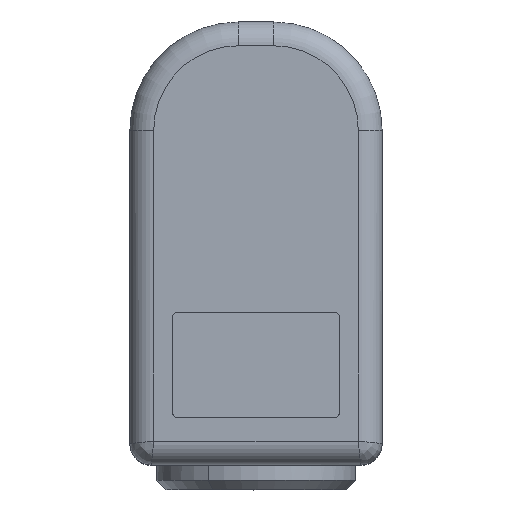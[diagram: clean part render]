
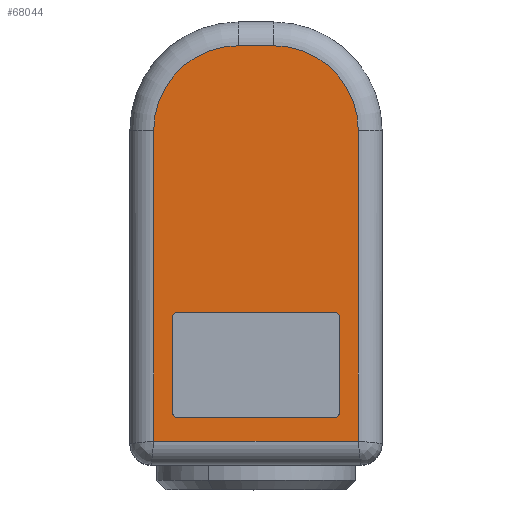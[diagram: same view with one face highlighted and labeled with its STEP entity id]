
A CAD part, top view. The second image highlights one B-rep face of the part: STEP entity #68044.
In plain terms, the highlighted planar face has unit normal (0, 0, 1).
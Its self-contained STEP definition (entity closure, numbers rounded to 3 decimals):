
#67545=CARTESIAN_POINT('Line Origine',(-21.45,12.5,91.4)) ;
#67549=CARTESIAN_POINT('Vertex',(-21.45,-28.95,91.4)) ;
#67551=CARTESIAN_POINT('Vertex',(-21.45,36.2,91.4)) ;
#67726=CARTESIAN_POINT('Vertex',(21.45,-28.95,91.4)) ;
#67729=CARTESIAN_POINT('Line Origine',(0.,-28.95,91.4)) ;
#67885=CARTESIAN_POINT('Vertex',(21.45,36.2,91.4)) ;
#67888=CARTESIAN_POINT('Line Origine',(21.45,12.5,91.4)) ;
#67909=CARTESIAN_POINT('Vertex',(3.7,53.95,91.4)) ;
#67912=CARTESIAN_POINT('Axis2P3D Location',(3.7,36.2,91.4)) ;
#67933=CARTESIAN_POINT('Vertex',(-3.7,53.95,91.4)) ;
#67936=CARTESIAN_POINT('Line Origine',(0.,53.95,91.4)) ;
#67953=CARTESIAN_POINT('Axis2P3D Location',(-3.7,36.2,91.4)) ;
#67965=CARTESIAN_POINT('Axis2P3D Location',(0.,0.,91.4)) ;
#67978=CARTESIAN_POINT('Line Origine',(0.,-1.95,91.4)) ;
#67982=CARTESIAN_POINT('Vertex',(16.5,-1.95,91.4)) ;
#67984=CARTESIAN_POINT('Vertex',(-16.5,-1.95,91.4)) ;
#67987=CARTESIAN_POINT('Axis2P3D Location',(16.5,-2.95,91.4)) ;
#67991=CARTESIAN_POINT('Vertex',(17.5,-2.95,91.4)) ;
#67994=CARTESIAN_POINT('Line Origine',(17.5,-12.95,91.4)) ;
#67998=CARTESIAN_POINT('Vertex',(17.5,-22.95,91.4)) ;
#68001=CARTESIAN_POINT('Axis2P3D Location',(16.5,-22.95,91.4)) ;
#68005=CARTESIAN_POINT('Vertex',(16.5,-23.95,91.4)) ;
#68008=CARTESIAN_POINT('Line Origine',(0.,-23.95,91.4)) ;
#68012=CARTESIAN_POINT('Vertex',(-16.5,-23.95,91.4)) ;
#68015=CARTESIAN_POINT('Axis2P3D Location',(-16.5,-22.95,91.4)) ;
#68019=CARTESIAN_POINT('Vertex',(-17.5,-22.95,91.4)) ;
#68022=CARTESIAN_POINT('Line Origine',(-17.5,-12.95,91.4)) ;
#68026=CARTESIAN_POINT('Vertex',(-17.5,-2.95,91.4)) ;
#68029=CARTESIAN_POINT('Axis2P3D Location',(-16.5,-2.95,91.4)) ;
#67546=DIRECTION('Vector Direction',(0.,-1.,0.)) ;
#67730=DIRECTION('Vector Direction',(1.,0.,0.)) ;
#67889=DIRECTION('Vector Direction',(0.,-1.,0.)) ;
#67913=DIRECTION('Axis2P3D Direction',(0.,0.,-1.)) ;
#67937=DIRECTION('Vector Direction',(1.,0.,0.)) ;
#67954=DIRECTION('Axis2P3D Direction',(0.,0.,-1.)) ;
#67966=DIRECTION('Axis2P3D Direction',(0.,0.,-1.)) ;
#67967=DIRECTION('Axis2P3D XDirection',(1.,0.,0.)) ;
#67979=DIRECTION('Vector Direction',(1.,0.,0.)) ;
#67988=DIRECTION('Axis2P3D Direction',(0.,0.,-1.)) ;
#67995=DIRECTION('Vector Direction',(0.,1.,0.)) ;
#68002=DIRECTION('Axis2P3D Direction',(0.,0.,-1.)) ;
#68009=DIRECTION('Vector Direction',(-1.,0.,0.)) ;
#68016=DIRECTION('Axis2P3D Direction',(0.,0.,-1.)) ;
#68023=DIRECTION('Vector Direction',(0.,-1.,0.)) ;
#68030=DIRECTION('Axis2P3D Direction',(0.,0.,-1.)) ;
#67914=AXIS2_PLACEMENT_3D('Circle Axis2P3D',#67912,#67913,$) ;
#67955=AXIS2_PLACEMENT_3D('Circle Axis2P3D',#67953,#67954,$) ;
#67968=AXIS2_PLACEMENT_3D('Plane Axis2P3D',#67965,#67966,#67967) ;
#67989=AXIS2_PLACEMENT_3D('Circle Axis2P3D',#67987,#67988,$) ;
#68003=AXIS2_PLACEMENT_3D('Circle Axis2P3D',#68001,#68002,$) ;
#68017=AXIS2_PLACEMENT_3D('Circle Axis2P3D',#68015,#68016,$) ;
#68031=AXIS2_PLACEMENT_3D('Circle Axis2P3D',#68029,#68030,$) ;
#67971=ORIENTED_EDGE('',*,*,#67733,.F.) ;
#67972=ORIENTED_EDGE('',*,*,#67892,.F.) ;
#67973=ORIENTED_EDGE('',*,*,#67916,.F.) ;
#67974=ORIENTED_EDGE('',*,*,#67940,.F.) ;
#67975=ORIENTED_EDGE('',*,*,#67957,.F.) ;
#67976=ORIENTED_EDGE('',*,*,#67553,.F.) ;
#68035=ORIENTED_EDGE('',*,*,#67986,.F.) ;
#68036=ORIENTED_EDGE('',*,*,#67993,.T.) ;
#68037=ORIENTED_EDGE('',*,*,#68000,.F.) ;
#68038=ORIENTED_EDGE('',*,*,#68007,.T.) ;
#68039=ORIENTED_EDGE('',*,*,#68014,.F.) ;
#68040=ORIENTED_EDGE('',*,*,#68021,.T.) ;
#68041=ORIENTED_EDGE('',*,*,#68028,.F.) ;
#68042=ORIENTED_EDGE('',*,*,#68033,.T.) ;
#68043=FACE_BOUND('',#68034,.T.) ;
#67547=VECTOR('Line Direction',#67546,1.) ;
#67731=VECTOR('Line Direction',#67730,1.) ;
#67890=VECTOR('Line Direction',#67889,1.) ;
#67938=VECTOR('Line Direction',#67937,1.) ;
#67980=VECTOR('Line Direction',#67979,1.) ;
#67996=VECTOR('Line Direction',#67995,1.) ;
#68010=VECTOR('Line Direction',#68009,1.) ;
#68024=VECTOR('Line Direction',#68023,1.) ;
#68044=ADVANCED_FACE('motore',(#67977,#68043),#67969,.F.) ;
#67915=CIRCLE('generated circle',#67914,17.75) ;
#67956=CIRCLE('generated circle',#67955,17.75) ;
#67990=CIRCLE('generated circle',#67989,1.) ;
#68004=CIRCLE('generated circle',#68003,1.) ;
#68018=CIRCLE('generated circle',#68017,1.) ;
#68032=CIRCLE('generated circle',#68031,1.) ;
#67553=EDGE_CURVE('',#67550,#67552,#67548,.F.) ;
#67733=EDGE_CURVE('',#67727,#67550,#67732,.F.) ;
#67892=EDGE_CURVE('',#67886,#67727,#67891,.T.) ;
#67916=EDGE_CURVE('',#67910,#67886,#67915,.T.) ;
#67940=EDGE_CURVE('',#67934,#67910,#67939,.T.) ;
#67957=EDGE_CURVE('',#67552,#67934,#67956,.T.) ;
#67986=EDGE_CURVE('',#67983,#67985,#67981,.F.) ;
#67993=EDGE_CURVE('',#67983,#67992,#67990,.T.) ;
#68000=EDGE_CURVE('',#67999,#67992,#67997,.T.) ;
#68007=EDGE_CURVE('',#67999,#68006,#68004,.T.) ;
#68014=EDGE_CURVE('',#68013,#68006,#68011,.F.) ;
#68021=EDGE_CURVE('',#68013,#68020,#68018,.T.) ;
#68028=EDGE_CURVE('',#68027,#68020,#68025,.T.) ;
#68033=EDGE_CURVE('',#68027,#67985,#68032,.T.) ;
#67970=EDGE_LOOP('',(#67971,#67972,#67973,#67974,#67975,#67976)) ;
#68034=EDGE_LOOP('',(#68035,#68036,#68037,#68038,#68039,#68040,#68041,#68042)) ;
#67977=FACE_OUTER_BOUND('',#67970,.T.) ;
#67548=LINE('Line',#67545,#67547) ;
#67732=LINE('Line',#67729,#67731) ;
#67891=LINE('Line',#67888,#67890) ;
#67939=LINE('Line',#67936,#67938) ;
#67981=LINE('Line',#67978,#67980) ;
#67997=LINE('Line',#67994,#67996) ;
#68011=LINE('Line',#68008,#68010) ;
#68025=LINE('Line',#68022,#68024) ;
#67969=PLANE('',#67968) ;
#67550=VERTEX_POINT('',#67549) ;
#67552=VERTEX_POINT('',#67551) ;
#67727=VERTEX_POINT('',#67726) ;
#67886=VERTEX_POINT('',#67885) ;
#67910=VERTEX_POINT('',#67909) ;
#67934=VERTEX_POINT('',#67933) ;
#67983=VERTEX_POINT('',#67982) ;
#67985=VERTEX_POINT('',#67984) ;
#67992=VERTEX_POINT('',#67991) ;
#67999=VERTEX_POINT('',#67998) ;
#68006=VERTEX_POINT('',#68005) ;
#68013=VERTEX_POINT('',#68012) ;
#68020=VERTEX_POINT('',#68019) ;
#68027=VERTEX_POINT('',#68026) ;
